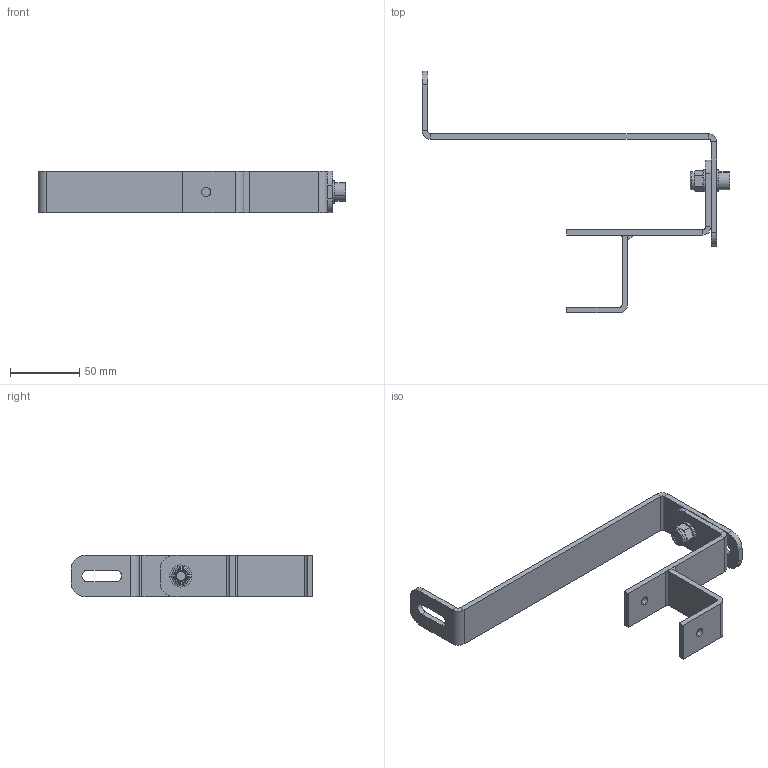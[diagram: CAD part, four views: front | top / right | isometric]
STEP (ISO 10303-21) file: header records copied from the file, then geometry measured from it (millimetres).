
FILE_DESCRIPTION (( 'STEP AP203' ), '1' );
FILE_NAME ('084.106.142.STEP', '2013-01-23T10:54:55', ( 'Alusic' ), ( 'Alusic' ), 'SwSTEP 2.0', 'SolidWorks 2011', '' );
FILE_SCHEMA (( 'CONFIG_CONTROL_DESIGN' ));
Length unit declared in the file: millimetre
Products named in the file (6): Vite con testa cilindrica esagonale ISO 4762_ISO 4762 M8 x 20 --- 20S; 084.106.142; Rosetta ISO 7089_Washer ISO 7089 - 8; Torque nut 01_ISO_ISO 7040-M8-S; 084.106.142-2_Default<A macchina>; 084.106.142-1_Default<A macchina>
Assembly tree (6 placements, depth 2):
  084.106.142
    Rosetta ISO 7089_Washer ISO 7089 - 8  x2
    084.106.142-2_Default<A macchina>
    084.106.142-1_Default<A macchina>
    Vite con testa cilindrica esagonale ISO 4762_ISO 4762 M8 x 20 --- 20S
    Torque nut 01_ISO_ISO 7040-M8-S
Bounding box: 221.6 x 174 x 30 mm (x, y, z)
Volume: 69392.4 mm3; surface area: 42777.9 mm2
Topology: 9 solids, 9 shells, 264 faces, 610 edges, 365 vertices
Faces by surface type: cone 96, cylinder 82, plane 80, torus 6
Entity records: 8044 total; most frequent: DIRECTION 1384, CARTESIAN_POINT 1356, ORIENTED_EDGE 1192, EDGE_CURVE 596, AXIS2_PLACEMENT_3D 545, VERTEX_POINT 357, VECTOR 294, LINE 294
